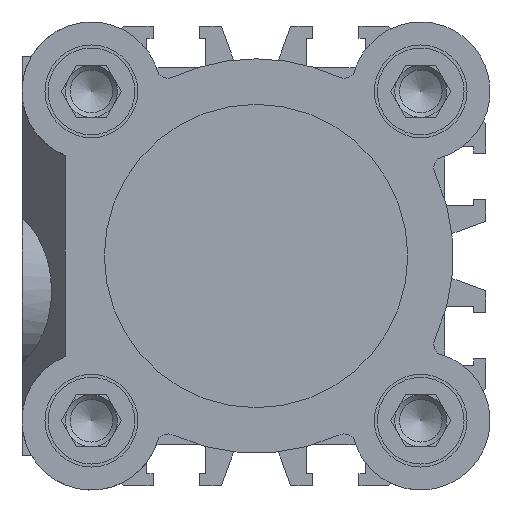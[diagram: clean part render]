
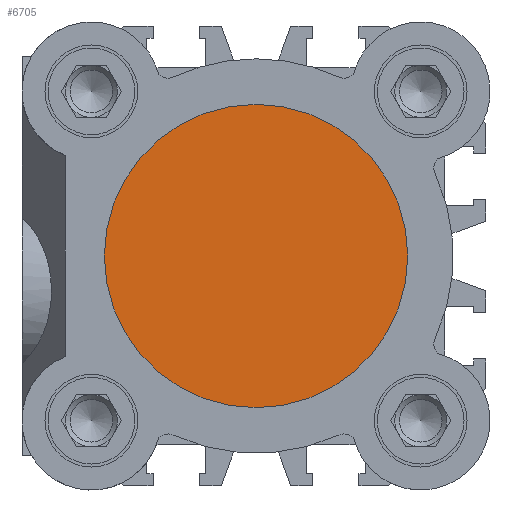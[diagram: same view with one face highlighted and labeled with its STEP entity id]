
A CAD part, left-side view. The second image highlights one B-rep face of the part: STEP entity #6705.
In plain terms, the highlighted face is planar.
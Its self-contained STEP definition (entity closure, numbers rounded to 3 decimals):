
#789=PLANE('',#7210);
#1015=CIRCLE('',#7211,17.5);
#1521=VERTEX_POINT('',#8662);
#3554=EDGE_CURVE('',#1521,#1521,#1015,.T.);
#5063=ORIENTED_EDGE('',*,*,#3554,.T.);
#5927=EDGE_LOOP('',(#5063));
#6327=FACE_BOUND('',#5927,.T.);
#6705=ADVANCED_FACE('',(#6327),#789,.F.);
#7210=AXIS2_PLACEMENT_3D('',#8660,#10302,$);
#7211=AXIS2_PLACEMENT_3D('',#8661,#10303,#10304);
#8660=CARTESIAN_POINT('',(4.,17.5,0.));
#8661=CARTESIAN_POINT('',(4.,0.,0.));
#8662=CARTESIAN_POINT('',(4.,0.,-17.5));
#10302=DIRECTION('',(-1.,0.,0.));
#10303=DIRECTION('',(1.,0.,0.));
#10304=DIRECTION('',(0.,0.,-17.5));
